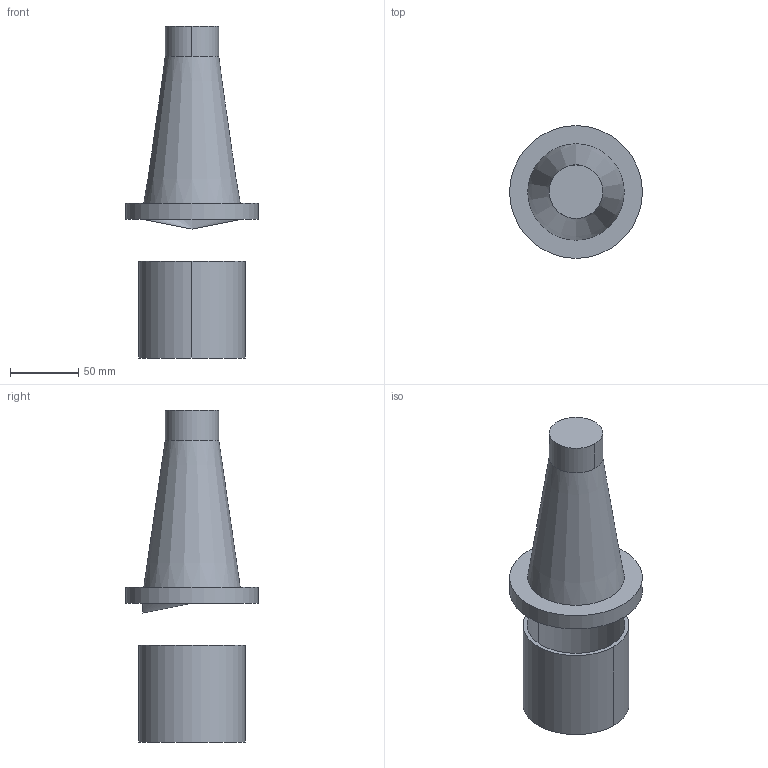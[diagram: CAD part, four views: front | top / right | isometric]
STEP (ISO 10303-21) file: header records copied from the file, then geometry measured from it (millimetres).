
FILE_DESCRIPTION(/* description */ (''),/* implementation_level */ '2;1');
FILE_NAME(/* name */ '2080.50-QTCC.M14.M36.stp',/* time_stamp */ '2024-06-23T17:27:42+02:00',/* author */ (''),/* organization */ (''),/* preprocessor_version */ 'ST-DEVELOPER v16.7',/* originating_system */ 'SIEMENS PLM Software NX 12.0',/* authorisation */ '');
FILE_SCHEMA (('AUTOMOTIVE_DESIGN { 1 0 10303 214 3 1 1 1 }'));
Length unit declared in the file: millimetre
Products named in the file (1): pf660F5CA0AEj8aw
Bounding box: 97.5 x 97.5 x 243.8 mm (x, y, z)
Volume: 44333.9 mm3; surface area: 57936.7 mm2
Topology: 1 solids, 2 shells, 13 faces, 24 edges, 18 vertices
Faces by surface type: cylinder 7, plane 5, cone 1
Full cylindrical faces by diameter (mm): 72 x2, 97.5 x1
Entity records: 421 total; most frequent: DIRECTION 74, CARTESIAN_POINT 64, ORIENTED_EDGE 52, AXIS2_PLACEMENT_3D 32, EDGE_CURVE 26, VERTEX_POINT 22, EDGE_LOOP 18, CIRCLE 16
